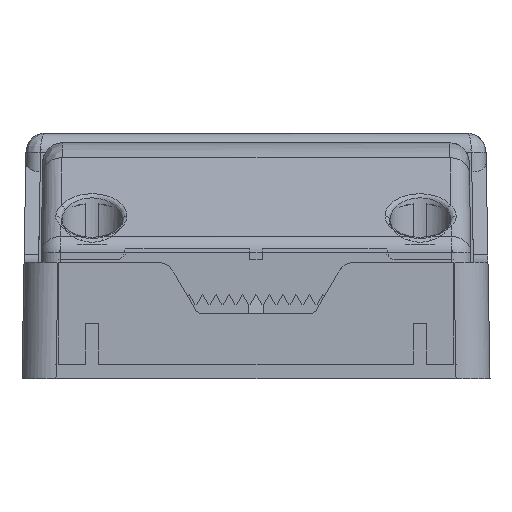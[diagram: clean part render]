
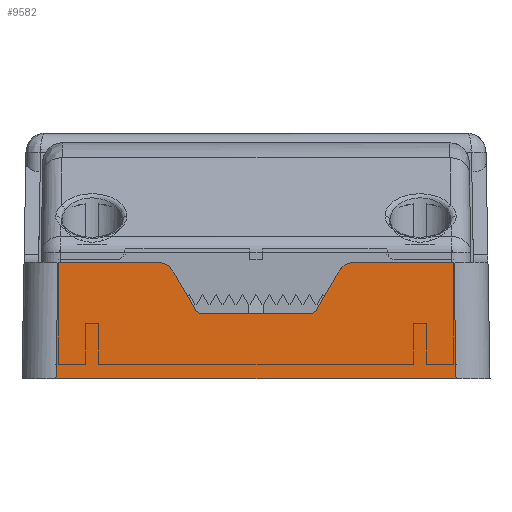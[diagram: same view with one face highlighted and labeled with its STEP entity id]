
A CAD part, left-side view. The second image highlights one B-rep face of the part: STEP entity #9582.
In plain terms, the highlighted planar face has unit normal (-1, 0, 0.018).
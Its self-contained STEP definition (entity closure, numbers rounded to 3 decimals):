
#89=CARTESIAN_POINT('',(-212.5,20.601,0.));
#95=DIRECTION('',(0.,-1.,0.));
#96=VECTOR('',#95,41.201);
#97=CARTESIAN_POINT('',(-212.5,20.601,0.));
#98=LINE('',#97,#96);
#103=CARTESIAN_POINT('',(-212.5,-20.601,0.));
#1126=CARTESIAN_POINT('',(-212.291,20.391,12.));
#1888=DIRECTION('',(-0.017,0.017,-1.));
#1889=VECTOR('',#1888,12.004);
#1890=CARTESIAN_POINT('',(-212.291,20.391,12.));
#1891=LINE('',#1890,#1889);
#1892=DIRECTION('',(0.,-1.,0.));
#1893=VECTOR('',#1892,10.176);
#1894=CARTESIAN_POINT('',(-212.291,20.391,12.));
#1895=LINE('',#1894,#1893);
#1896=CARTESIAN_POINT('',(-212.308,8.483,11.));
#1897=CARTESIAN_POINT('',(-212.296,8.867,11.667));
#1898=CARTESIAN_POINT('',(-212.291,9.445,12.));
#1899=CARTESIAN_POINT('',(-212.291,10.215,12.));
#1901=DIRECTION('',(-0.015,-0.5,-0.866));
#1902=VECTOR('',#1901,4.388);
#1903=CARTESIAN_POINT('',(-212.308,8.483,11.));
#1904=LINE('',#1903,#1902);
#1905=DIRECTION('',(0.,-1.,0.));
#1906=VECTOR('',#1905,10.845);
#1907=CARTESIAN_POINT('',(-212.383,5.423,6.7));
#1908=LINE('',#1907,#1906);
#1909=DIRECTION('',(-0.015,0.5,-0.866));
#1910=VECTOR('',#1909,4.388);
#1911=CARTESIAN_POINT('',(-212.308,-8.483,11.));
#1912=LINE('',#1911,#1910);
#1913=CARTESIAN_POINT('',(-212.291,-10.215,12.));
#1914=CARTESIAN_POINT('',(-212.291,-9.445,12.));
#1915=CARTESIAN_POINT('',(-212.296,-8.867,
11.667));
#1916=CARTESIAN_POINT('',(-212.308,-8.483,11.));
#1918=DIRECTION('',(0.,-1.,0.));
#1919=VECTOR('',#1918,10.176);
#1920=CARTESIAN_POINT('',(-212.291,-10.215,12.));
#1921=LINE('',#1920,#1919);
#1922=DIRECTION('',(-0.017,-0.017,-1.));
#1923=VECTOR('',#1922,12.004);
#1924=CARTESIAN_POINT('',(-212.291,-20.391,12.));
#1925=LINE('',#1924,#1923);
#1934=CARTESIAN_POINT('',(-212.383,5.423,6.7));
#1935=CARTESIAN_POINT('',(-212.383,5.808,6.7));
#1936=CARTESIAN_POINT('',(-212.38,6.096,6.867));
#1937=CARTESIAN_POINT('',(-212.374,6.289,7.2));
#1952=CARTESIAN_POINT('',(-212.374,-6.289,7.2));
#1953=CARTESIAN_POINT('',(-212.38,-6.096,
6.867));
#1954=CARTESIAN_POINT('',(-212.383,-5.808,6.7));
#1955=CARTESIAN_POINT('',(-212.383,-5.423,6.7));
#5737=CARTESIAN_POINT('',(-212.383,5.423,6.7));
#5739=VERTEX_POINT('',#5737);
#5741=CARTESIAN_POINT('',(-212.374,6.289,7.2));
#5743=VERTEX_POINT('',#5741);
#5745=CARTESIAN_POINT('',(-212.374,-6.289,7.2));
#5747=VERTEX_POINT('',#5745);
#5749=CARTESIAN_POINT('',(-212.383,-5.423,6.7));
#5751=VERTEX_POINT('',#5749);
#5753=VERTEX_POINT('',#1913);
#5754=VERTEX_POINT('',#1916);
#5763=CARTESIAN_POINT('',(-212.308,8.483,11.));
#5764=VERTEX_POINT('',#5763);
#5765=VERTEX_POINT('',#1899);
#6067=VERTEX_POINT('',#89);
#6071=VERTEX_POINT('',#1126);
#6073=VERTEX_POINT('',#103);
#6074=CARTESIAN_POINT('',(-212.291,-20.391,12.));
#6075=VERTEX_POINT('',#6074);
#9555=CARTESIAN_POINT('',(-212.5,30.746,0.));
#9556=DIRECTION('',(-1.,0.,0.017));
#9557=DIRECTION('',(0.,-1.,0.));
#9558=AXIS2_PLACEMENT_3D('',#9555,#9556,#9557);
#9559=PLANE('',#9558);
#9561=ORIENTED_EDGE('',*,*,#9560,.F.);
#9562=ORIENTED_EDGE('',*,*,#8670,.T.);
#9564=ORIENTED_EDGE('',*,*,#9563,.F.);
#9566=ORIENTED_EDGE('',*,*,#9565,.T.);
#9568=ORIENTED_EDGE('',*,*,#9567,.F.);
#9570=ORIENTED_EDGE('',*,*,#9569,.T.);
#9572=ORIENTED_EDGE('',*,*,#9571,.F.);
#9574=ORIENTED_EDGE('',*,*,#9573,.F.);
#9575=ORIENTED_EDGE('',*,*,#9546,.F.);
#9576=ORIENTED_EDGE('',*,*,#8689,.T.);
#9578=ORIENTED_EDGE('',*,*,#9577,.T.);
#9579=ORIENTED_EDGE('',*,*,#7162,.F.);
#9580=EDGE_LOOP('',(#9561,#9562,#9564,#9566,#9568,#9570,#9572,#9574,#9575,#9576,
#9578,#9579));
#9581=FACE_OUTER_BOUND('',#9580,.F.);
#9582=ADVANCED_FACE('',(#9581),#9559,.T.);
#1900=B_SPLINE_CURVE_WITH_KNOTS('',3,(#1896,#1897,#1898,#1899),.UNSPECIFIED.,
.F.,.F.,(4,4),(0.,1.),.UNSPECIFIED.);
#1917=B_SPLINE_CURVE_WITH_KNOTS('',3,(#1913,#1914,#1915,#1916),.UNSPECIFIED.,
.F.,.F.,(4,4),(0.,1.),.UNSPECIFIED.);
#1938=B_SPLINE_CURVE_WITH_KNOTS('',3,(#1934,#1935,#1936,#1937),.UNSPECIFIED.,
.F.,.F.,(4,4),(0.,1.),.UNSPECIFIED.);
#1956=B_SPLINE_CURVE_WITH_KNOTS('',3,(#1952,#1953,#1954,#1955),.UNSPECIFIED.,
.F.,.F.,(4,4),(0.,1.),.UNSPECIFIED.);
#7162=EDGE_CURVE('',#6067,#6073,#98,.T.);
#8670=EDGE_CURVE('',#6071,#5765,#1895,.T.);
#8689=EDGE_CURVE('',#5753,#6075,#1921,.T.);
#9546=EDGE_CURVE('',#5753,#5754,#1917,.T.);
#9560=EDGE_CURVE('',#6071,#6067,#1891,.T.);
#9563=EDGE_CURVE('',#5764,#5765,#1900,.T.);
#9565=EDGE_CURVE('',#5764,#5743,#1904,.T.);
#9567=EDGE_CURVE('',#5739,#5743,#1938,.T.);
#9569=EDGE_CURVE('',#5739,#5751,#1908,.T.);
#9571=EDGE_CURVE('',#5747,#5751,#1956,.T.);
#9573=EDGE_CURVE('',#5754,#5747,#1912,.T.);
#9577=EDGE_CURVE('',#6075,#6073,#1925,.T.);
